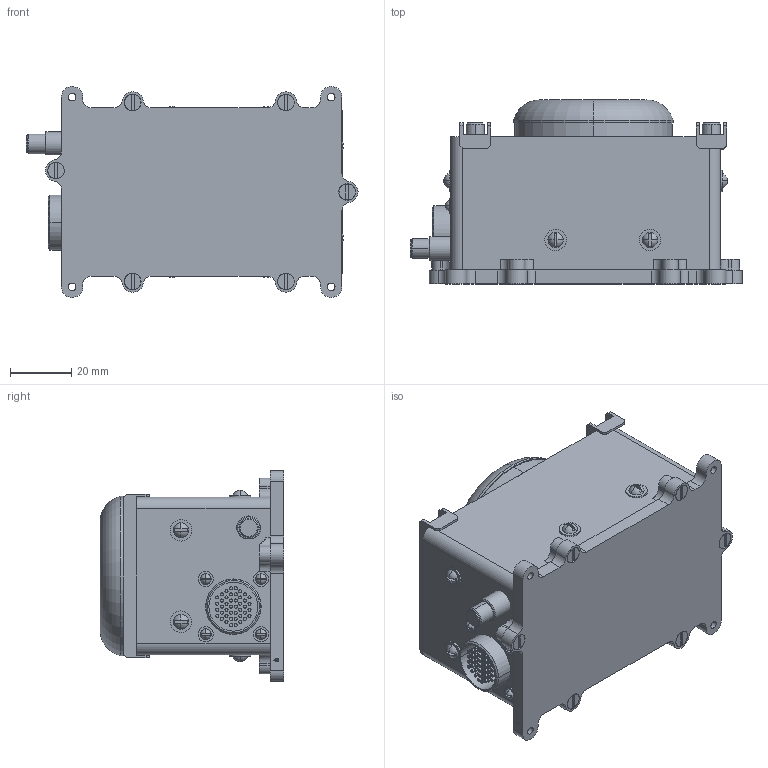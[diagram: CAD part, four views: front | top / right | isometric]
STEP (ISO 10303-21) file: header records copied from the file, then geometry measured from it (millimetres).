
FILE_DESCRIPTION (( 'STEP AP203' ), '1' );
FILE_NAME ('468339.90.331.STEP', '2014-10-29T10:51:30', ( 'Dmitriy_K' ), ( '' ), 'SwSTEP 2.0', 'SolidWorks 2013', '' );
FILE_SCHEMA (( 'CONFIG_CONTROL_DESIGN' ));
Length unit declared in the file: millimetre
Products named in the file (1): 468339.90.331
Bounding box: 108.3 x 60 x 68.9 mm (x, y, z)
Volume: 34167.9 mm3; surface area: 65884.1 mm2
Topology: 37 solids, 37 shells, 956 faces, 2202 edges, 1436 vertices
Faces by surface type: cylinder 507, plane 369, cone 50, sphere 24, torus 6
Entity records: 27767 total; most frequent: DIRECTION 5276, CARTESIAN_POINT 4694, ORIENTED_EDGE 4396, EDGE_CURVE 2198, AXIS2_PLACEMENT_3D 2152, VERTEX_POINT 1436, CIRCLE 1195, EDGE_LOOP 1192
